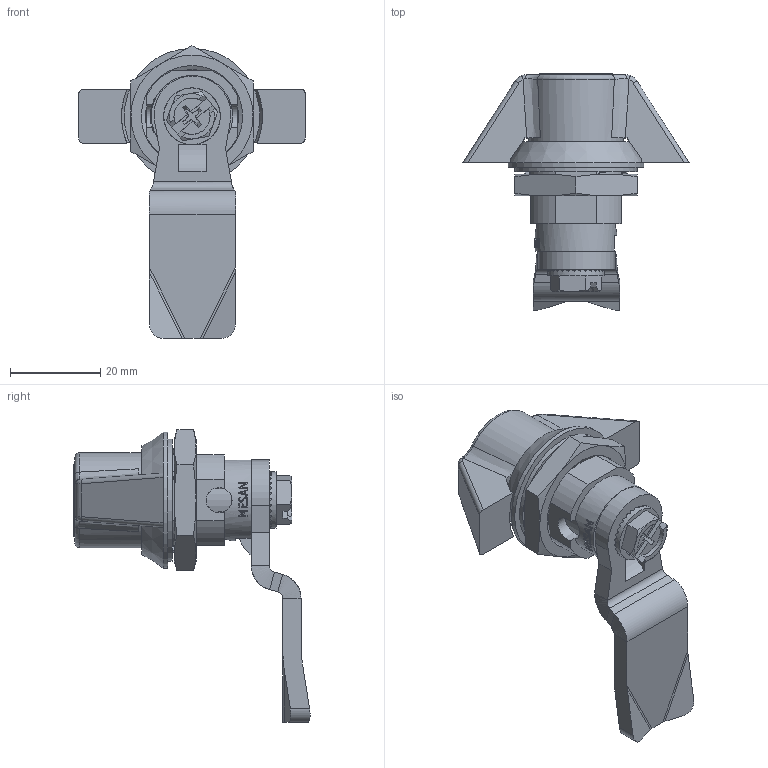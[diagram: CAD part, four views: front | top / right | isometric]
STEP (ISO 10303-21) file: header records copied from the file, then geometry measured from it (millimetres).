
FILE_DESCRIPTION(('STEP AP214'),'1');
FILE_NAME('065.1.2.00.42.step','2014-10-11T12:21:01',(' '),(' '),'Spatial InterOp 3D',' ',' ');
FILE_SCHEMA(('automotive_design'));
Length unit declared in the file: millimetre
Products named in the file (7): _138; _159; _60; hexagon head screw ISO 4017A M6_12 b_26mm l_6mm; 30802021; 20501015; 20403040
Bounding box: 50 x 52.2 x 64.68 mm (x, y, z)
Volume: 21251.8 mm3; surface area: 17173.3 mm2
Topology: 7 solids, 7 shells, 527 faces, 1429 edges, 932 vertices
Faces by surface type: plane 367, cylinder 92, bspline 28, cone 27, extrusion 11, torus 2
Full cylindrical faces by diameter (mm): 2 x1, 4 x1, 5 x1, 5.1 x3, 6 x1, 8.3 x2, 8.5 x1, 11.7 x1, 12.2 x1, 12.5 x1, 15 x1, 15.3 x1, 16 x1, 16.1 x1, 16.8 x1, 17.6 x1, 18 x1, 20.6 x1, 21 x1, 21.5 x1, 27 x1, 30 x1
Entity records: 23488 total; most frequent: CARTESIAN_POINT 6218, ORIENTED_EDGE 2736, DIRECTION 2596, EDGE_CURVE 1368, VERTEX_POINT 906, AXIS2_PLACEMENT_3D 879, VECTOR 838, LINE 827
